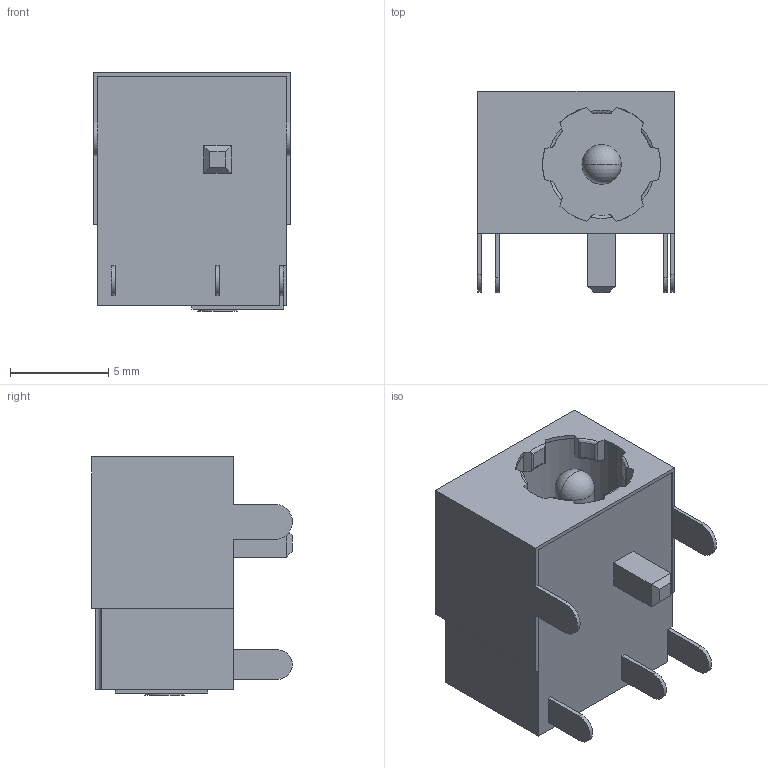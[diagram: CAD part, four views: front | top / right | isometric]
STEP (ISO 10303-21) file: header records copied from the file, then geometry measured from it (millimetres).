
FILE_DESCRIPTION (( 'STEP AP214' ), '1' );
FILE_NAME ('User Library-DC044A.STEP', '2021-05-15T05:56:43', ( '' ), ( '' ), 'SwSTEP 2.0', 'SolidWorks 2020', '' );
FILE_SCHEMA (( 'AUTOMOTIVE_DESIGN' ));
Length unit declared in the file: millimetre
Products named in the file (1): User Library-DC044A
Bounding box: 10 x 10.2 x 12.1 mm (x, y, z)
Volume: 586.6 mm3; surface area: 1390.6 mm2
Topology: 3 solids, 3 shells, 136 faces, 356 edges, 231 vertices
Faces by surface type: plane 74, cylinder 48, torus 12, sphere 2
Entity records: 5671 total; most frequent: CARTESIAN_POINT 874, ORIENTED_EDGE 704, DIRECTION 656, EDGE_CURVE 352, VERTEX_POINT 229, AXIS2_PLACEMENT_3D 219, LINE 218, VECTOR 218
